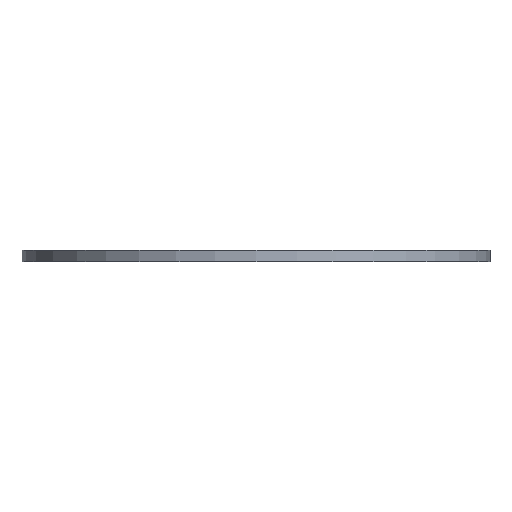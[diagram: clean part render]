
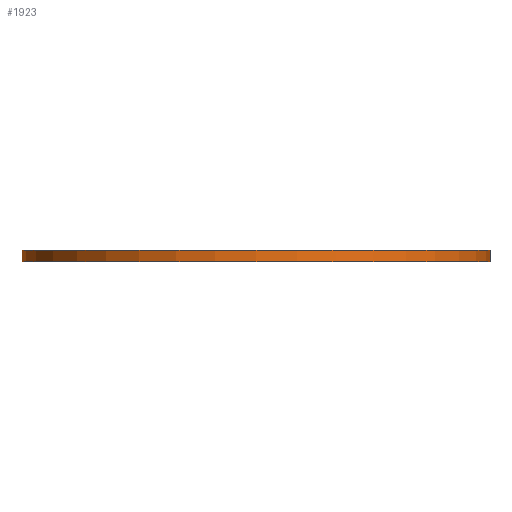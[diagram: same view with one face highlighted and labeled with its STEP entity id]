
A CAD part, front view. The second image highlights one B-rep face of the part: STEP entity #1923.
In plain terms, the highlighted cylindrical face has radius 31.5 mm (diameter 63 mm), a partial arc.
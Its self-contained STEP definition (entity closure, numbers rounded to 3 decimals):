
#87 = AXIS2_PLACEMENT_3D ( 'NONE', #3408, #414, #2563 ) ;
#311 = ORIENTED_EDGE ( 'NONE', *, *, #2822, .T. ) ;
#414 = DIRECTION ( 'NONE',  ( 0., 0., 1. ) ) ;
#515 = CARTESIAN_POINT ( 'NONE',  ( -31.5, 0., 1.5 ) ) ;
#711 = LINE ( 'NONE', #3506, #1972 ) ;
#714 = FACE_OUTER_BOUND ( 'NONE', #1523, .T. ) ;
#756 = CYLINDRICAL_SURFACE ( 'NONE', #2695, 31.5 ) ;
#777 = DIRECTION ( 'NONE',  ( -1., 0., 0. ) ) ;
#852 = VERTEX_POINT ( 'NONE', #1222 ) ;
#1222 = CARTESIAN_POINT ( 'NONE',  ( -31.5, 0., 0. ) ) ;
#1295 = CIRCLE ( 'NONE', #3258, 31.5 ) ;
#1394 = VERTEX_POINT ( 'NONE', #3213 ) ;
#1523 = EDGE_LOOP ( 'NONE', ( #3366, #1985, #311, #1567 ) ) ;
#1567 = ORIENTED_EDGE ( 'NONE', *, *, #2527, .T. ) ;
#1583 = CARTESIAN_POINT ( 'NONE',  ( 0., 0., 1.5 ) ) ;
#1631 = EDGE_CURVE ( 'NONE', #2329, #1394, #3042, .T. ) ;
#1923 = ADVANCED_FACE ( 'NONE', ( #714 ), #756, .T. ) ;
#1972 = VECTOR ( 'NONE', #3201, 1000. ) ;
#1985 = ORIENTED_EDGE ( 'NONE', *, *, #1631, .F. ) ;
#2192 = DIRECTION ( 'NONE',  ( 1., 0., 0. ) ) ;
#2246 = DIRECTION ( 'NONE',  ( 0., 0., -1. ) ) ;
#2247 = CARTESIAN_POINT ( 'NONE',  ( 0., 0., 0. ) ) ;
#2329 = VERTEX_POINT ( 'NONE', #515 ) ;
#2386 = CARTESIAN_POINT ( 'NONE',  ( 31.5, 0., 0. ) ) ;
#2435 = VERTEX_POINT ( 'NONE', #2386 ) ;
#2520 = DIRECTION ( 'NONE',  ( 0., 0., 1. ) ) ;
#2525 = LINE ( 'NONE', #3310, #2951 ) ;
#2527 = EDGE_CURVE ( 'NONE', #852, #2435, #1295, .T. ) ;
#2563 = DIRECTION ( 'NONE',  ( 1., 0., 0. ) ) ;
#2695 = AXIS2_PLACEMENT_3D ( 'NONE', #1583, #2956, #777 ) ;
#2822 = EDGE_CURVE ( 'NONE', #2329, #852, #711, .T. ) ;
#2951 = VECTOR ( 'NONE', #2246, 1000. ) ;
#2956 = DIRECTION ( 'NONE',  ( 0., 0., -1. ) ) ;
#3042 = CIRCLE ( 'NONE', #87, 31.5 ) ;
#3201 = DIRECTION ( 'NONE',  ( 0., 0., -1. ) ) ;
#3213 = CARTESIAN_POINT ( 'NONE',  ( 31.5, 0., 1.5 ) ) ;
#3258 = AXIS2_PLACEMENT_3D ( 'NONE', #2247, #2520, #2192 ) ;
#3310 = CARTESIAN_POINT ( 'NONE',  ( 31.5, 0., 1.5 ) ) ;
#3366 = ORIENTED_EDGE ( 'NONE', *, *, #3481, .F. ) ;
#3408 = CARTESIAN_POINT ( 'NONE',  ( 0., 0., 1.5 ) ) ;
#3481 = EDGE_CURVE ( 'NONE', #1394, #2435, #2525, .T. ) ;
#3506 = CARTESIAN_POINT ( 'NONE',  ( -31.5, 0., 1.5 ) ) ;
